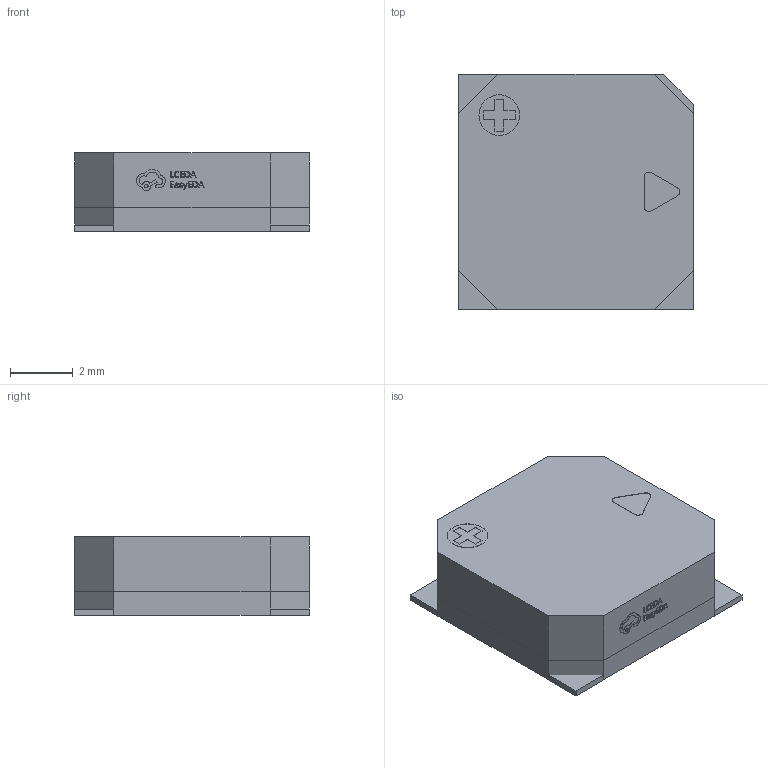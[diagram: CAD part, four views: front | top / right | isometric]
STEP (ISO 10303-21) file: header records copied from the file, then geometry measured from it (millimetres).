
FILE_DESCRIPTION(('FreeCAD Model'),'2;1');
FILE_NAME('BUZ-SMD_4P-L7.5-W7.5-P7.59-TL.step', '2024-09-10T19:03:16',('Author'),(''), 'Open CASCADE STEP processor 7.3','FreeCAD','Unknown');
FILE_SCHEMA(('AUTOMOTIVE_DESIGN { 1 0 10303 214 1 1 1 1 }'));
Length unit declared in the file: millimetre
Products named in the file (2): BUZ-SMD_4P-L7.5-W7.5-P7.59-TL; COMPOUND
Assembly tree (1 placements, depth 2):
  BUZ-SMD_4P-L7.5-W7.5-P7.59-TL
    COMPOUND
Bounding box: 7.5 x 7.51 x 2.52 mm (x, y, z)
Volume: 134 mm3; surface area: 189.5 mm2
Topology: 5 solids, 5 shells, 354 faces, 2811 edges, 8118 vertices
Faces by surface type: plane 232, bspline 112, cylinder 10
Entity records: 46957 total; most frequent: CARTESIAN_POINT 18553, DIRECTION 4085, LINE 3465, VECTOR 3465, GEOMETRIC_CURVE_SET 1875, ORIENTED_EDGE 1874, PCURVE 1874, DEFINITIONAL_REPRESENTATION 1874
